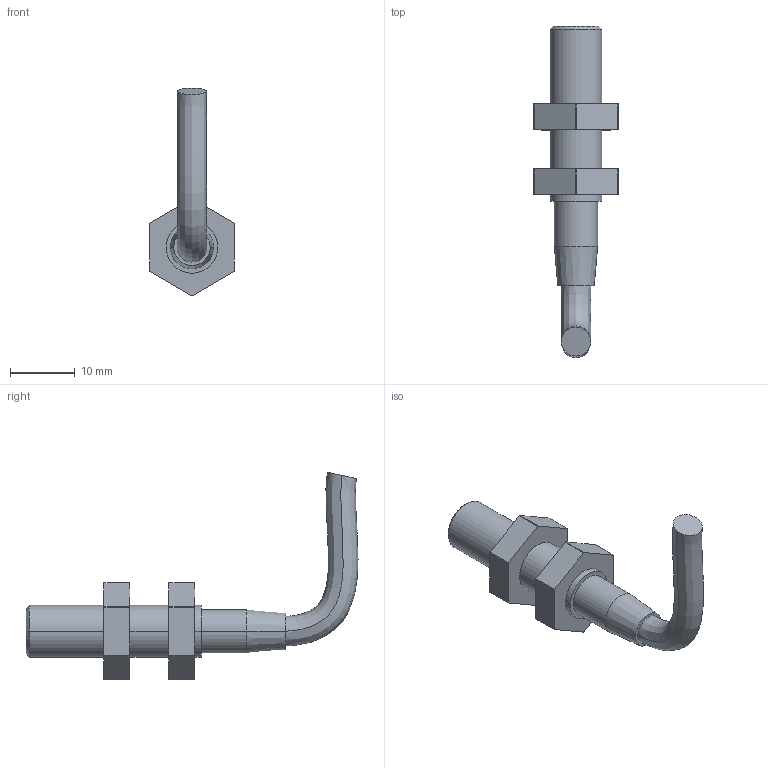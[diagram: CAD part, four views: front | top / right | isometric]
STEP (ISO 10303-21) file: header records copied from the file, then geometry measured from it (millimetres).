
FILE_DESCRIPTION (( 'STEP AP214' ), '1' );
FILE_NAME ('37550~2.STEP', '2019-11-26T09:36:15', ( '' ), ( '' ), 'SwSTEP 2.0', 'SolidWorks 2018', '' );
FILE_SCHEMA (( 'AUTOMOTIVE_DESIGN' ));
Length unit declared in the file: millimetre
Products named in the file (2): 33831~0; 37550~2
Assembly tree (1 placements, depth 2):
  37550~2
    33831~0
Bounding box: 13 x 51.14 x 31.97 mm (x, y, z)
Volume: 3022.6 mm3; surface area: 1985.8 mm2
Topology: 1 solids, 1 shells, 46 faces, 110 edges, 72 vertices
Faces by surface type: cylinder 20, plane 20, cone 4, bspline 2
Entity records: 1842 total; most frequent: CARTESIAN_POINT 516, DIRECTION 252, ORIENTED_EDGE 220, EDGE_CURVE 110, AXIS2_PLACEMENT_3D 96, VERTEX_POINT 72, LINE 60, VECTOR 60
